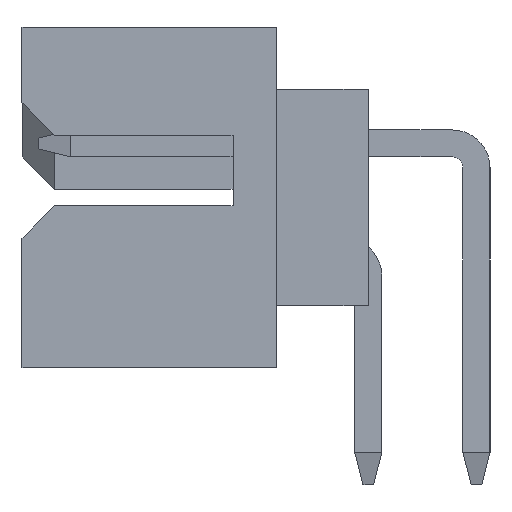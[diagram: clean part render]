
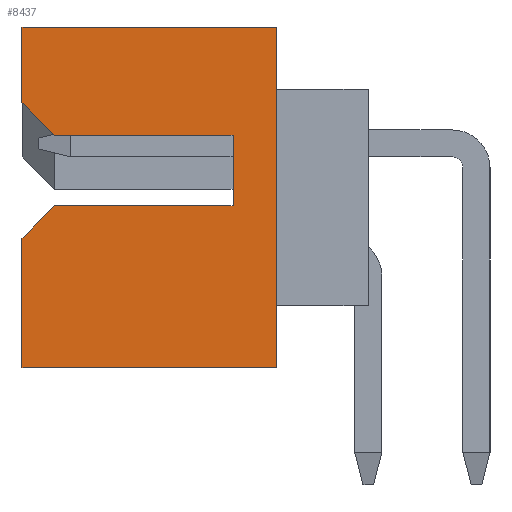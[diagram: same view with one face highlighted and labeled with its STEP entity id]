
A CAD part, left-side view. The second image highlights one B-rep face of the part: STEP entity #8437.
In plain terms, the highlighted planar face has unit normal (-1, 0, 0).
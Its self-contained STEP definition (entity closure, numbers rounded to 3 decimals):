
#1=DIRECTION('',(0.,-1.,0.));
#2=VECTOR('',#1,4.7);
#3=CARTESIAN_POINT('',(-11.325,3.2,-3.15));
#4=LINE('',#3,#2);
#17=DIRECTION('',(0.,0.707,-0.707));
#18=VECTOR('',#17,0.849);
#19=CARTESIAN_POINT('',(-11.325,2.6,-0.15));
#20=LINE('',#19,#18);
#21=DIRECTION('',(0.,-1.,0.));
#22=VECTOR('',#21,3.3);
#23=CARTESIAN_POINT('',(-11.325,2.6,-0.15));
#24=LINE('',#23,#22);
#25=DIRECTION('',(0.,0.,-1.));
#26=VECTOR('',#25,1.3);
#27=CARTESIAN_POINT('',(-11.325,-0.7,1.15));
#28=LINE('',#27,#26);
#29=DIRECTION('',(0.,-1.,0.));
#30=VECTOR('',#29,3.3);
#31=CARTESIAN_POINT('',(-11.325,2.6,1.15));
#32=LINE('',#31,#30);
#33=DIRECTION('',(0.,-0.707,-0.707));
#34=VECTOR('',#33,0.849);
#35=CARTESIAN_POINT('',(-11.325,3.2,1.75));
#36=LINE('',#35,#34);
#37=DIRECTION('',(0.,0.,1.));
#38=VECTOR('',#37,1.4);
#39=CARTESIAN_POINT('',(-11.325,3.2,1.75));
#40=LINE('',#39,#38);
#41=DIRECTION('',(0.,0.,1.));
#42=VECTOR('',#41,6.3);
#43=CARTESIAN_POINT('',(-11.325,-1.5,-3.15));
#44=LINE('',#43,#42);
#45=DIRECTION('',(0.,0.,1.));
#46=VECTOR('',#45,2.4);
#47=CARTESIAN_POINT('',(-11.325,3.2,-3.15));
#48=LINE('',#47,#46);
#5735=DIRECTION('',(0.,-1.,0.));
#5736=VECTOR('',#5735,4.7);
#5737=CARTESIAN_POINT('',(-11.325,3.2,3.15));
#5738=LINE('',#5737,#5736);
#6404=CARTESIAN_POINT('',(-11.325,3.2,-3.15));
#6406=VERTEX_POINT('',#6404);
#6423=CARTESIAN_POINT('',(-11.325,-1.5,-3.15));
#6424=VERTEX_POINT('',#6423);
#6427=CARTESIAN_POINT('',(-11.325,3.2,3.15));
#6428=CARTESIAN_POINT('',(-11.325,-1.5,3.15));
#6429=VERTEX_POINT('',#6427);
#6430=VERTEX_POINT('',#6428);
#6487=CARTESIAN_POINT('',(-11.325,-0.7,1.15));
#6488=CARTESIAN_POINT('',(-11.325,-0.7,-0.15));
#6489=VERTEX_POINT('',#6487);
#6490=VERTEX_POINT('',#6488);
#6795=CARTESIAN_POINT('',(-11.325,2.6,-0.15));
#6796=CARTESIAN_POINT('',(-11.325,3.2,-0.75));
#6797=VERTEX_POINT('',#6795);
#6798=VERTEX_POINT('',#6796);
#6839=CARTESIAN_POINT('',(-11.325,3.2,1.75));
#6840=CARTESIAN_POINT('',(-11.325,2.6,1.15));
#6841=VERTEX_POINT('',#6839);
#6842=VERTEX_POINT('',#6840);
#8411=CARTESIAN_POINT('',(-11.325,3.2,-3.15));
#8412=DIRECTION('',(-1.,0.,0.));
#8413=DIRECTION('',(0.,-1.,0.));
#8414=AXIS2_PLACEMENT_3D('',#8411,#8412,#8413);
#8415=PLANE('',#8414);
#8417=ORIENTED_EDGE('',*,*,#8416,.F.);
#8419=ORIENTED_EDGE('',*,*,#8418,.T.);
#8421=ORIENTED_EDGE('',*,*,#8420,.F.);
#8423=ORIENTED_EDGE('',*,*,#8422,.F.);
#8425=ORIENTED_EDGE('',*,*,#8424,.F.);
#8427=ORIENTED_EDGE('',*,*,#8426,.T.);
#8429=ORIENTED_EDGE('',*,*,#8428,.T.);
#8431=ORIENTED_EDGE('',*,*,#8430,.F.);
#8432=ORIENTED_EDGE('',*,*,#8400,.F.);
#8434=ORIENTED_EDGE('',*,*,#8433,.T.);
#8435=EDGE_LOOP('',(#8417,#8419,#8421,#8423,#8425,#8427,#8429,#8431,#8432,
#8434));
#8436=FACE_OUTER_BOUND('',#8435,.F.);
#8437=ADVANCED_FACE('',(#8436),#8415,.T.);
#8400=EDGE_CURVE('',#6406,#6424,#4,.T.);
#8416=EDGE_CURVE('',#6797,#6798,#20,.T.);
#8418=EDGE_CURVE('',#6797,#6490,#24,.T.);
#8420=EDGE_CURVE('',#6489,#6490,#28,.T.);
#8422=EDGE_CURVE('',#6842,#6489,#32,.T.);
#8424=EDGE_CURVE('',#6841,#6842,#36,.T.);
#8426=EDGE_CURVE('',#6841,#6429,#40,.T.);
#8428=EDGE_CURVE('',#6429,#6430,#5738,.T.);
#8430=EDGE_CURVE('',#6424,#6430,#44,.T.);
#8433=EDGE_CURVE('',#6406,#6798,#48,.T.);
